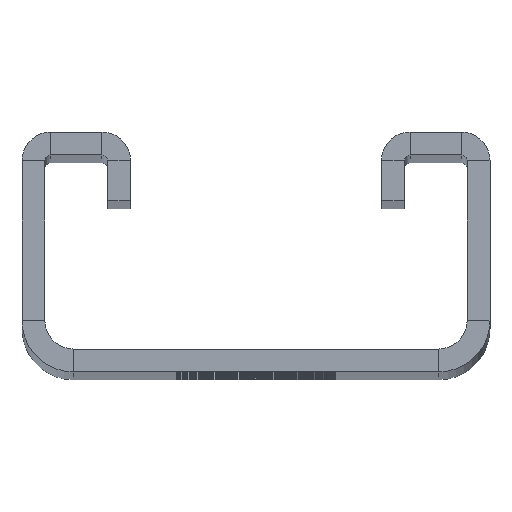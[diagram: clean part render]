
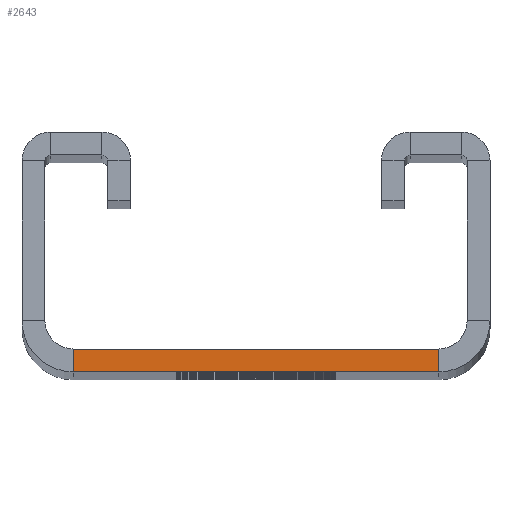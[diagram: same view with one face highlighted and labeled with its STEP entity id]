
A CAD part, top view. The second image highlights one B-rep face of the part: STEP entity #2643.
In plain terms, the highlighted planar face has unit normal (0, 0, 1).
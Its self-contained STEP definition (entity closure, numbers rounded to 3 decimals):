
#15 = LINE ( 'NONE', #2608, #1433 ) ;
#279 = DIRECTION ( 'NONE',  ( 0., -1., 0. ) ) ;
#366 = VERTEX_POINT ( 'NONE', #950 ) ;
#395 = CARTESIAN_POINT ( 'NONE',  ( 16., 0., 400. ) ) ;
#657 = CARTESIAN_POINT ( 'NONE',  ( 16., 0., 400. ) ) ;
#682 = CARTESIAN_POINT ( 'NONE',  ( 16., 2., 400. ) ) ;
#718 = PLANE ( 'NONE',  #2367 ) ;
#736 = DIRECTION ( 'NONE',  ( 0., 0., 1. ) ) ;
#767 = DIRECTION ( 'NONE',  ( 0., 1., 0. ) ) ;
#936 = EDGE_LOOP ( 'NONE', ( #1921, #1237, #2166, #990 ) ) ;
#950 = CARTESIAN_POINT ( 'NONE',  ( -16., 2., 400. ) ) ;
#990 = ORIENTED_EDGE ( 'NONE', *, *, #1182, .T. ) ;
#1026 = CARTESIAN_POINT ( 'NONE',  ( 16., 2., 400. ) ) ;
#1171 = EDGE_CURVE ( 'NONE', #2488, #2473, #1645, .T. ) ;
#1182 = EDGE_CURVE ( 'NONE', #366, #2488, #2202, .T. ) ;
#1237 = ORIENTED_EDGE ( 'NONE', *, *, #1786, .T. ) ;
#1278 = VERTEX_POINT ( 'NONE', #682 ) ;
#1373 = DIRECTION ( 'NONE',  ( 1., 0., 0. ) ) ;
#1433 = VECTOR ( 'NONE', #767, 1000. ) ;
#1521 = DIRECTION ( 'NONE',  ( 1., 0., 0. ) ) ;
#1645 = LINE ( 'NONE', #395, #2303 ) ;
#1786 = EDGE_CURVE ( 'NONE', #2473, #1278, #15, .T. ) ;
#1909 = FACE_OUTER_BOUND ( 'NONE', #936, .T. ) ;
#1921 = ORIENTED_EDGE ( 'NONE', *, *, #1171, .T. ) ;
#2066 = CARTESIAN_POINT ( 'NONE',  ( 18.5, 4.5, 400. ) ) ;
#2165 = DIRECTION ( 'NONE',  ( 1., 0., 0. ) ) ;
#2166 = ORIENTED_EDGE ( 'NONE', *, *, #2186, .F. ) ;
#2186 = EDGE_CURVE ( 'NONE', #366, #1278, #2701, .T. ) ;
#2198 = CARTESIAN_POINT ( 'NONE',  ( -16., 2., 400. ) ) ;
#2202 = LINE ( 'NONE', #2198, #2548 ) ;
#2303 = VECTOR ( 'NONE', #2165, 1000. ) ;
#2367 = AXIS2_PLACEMENT_3D ( 'NONE', #2066, #736, #1373 ) ;
#2473 = VERTEX_POINT ( 'NONE', #657 ) ;
#2488 = VERTEX_POINT ( 'NONE', #2670 ) ;
#2548 = VECTOR ( 'NONE', #279, 1000. ) ;
#2608 = CARTESIAN_POINT ( 'NONE',  ( 16., 0., 400. ) ) ;
#2639 = VECTOR ( 'NONE', #1521, 1000. ) ;
#2643 = ADVANCED_FACE ( 'NONE', ( #1909 ), #718, .T. ) ;
#2670 = CARTESIAN_POINT ( 'NONE',  ( -16., 0., 400. ) ) ;
#2701 = LINE ( 'NONE', #1026, #2639 ) ;
